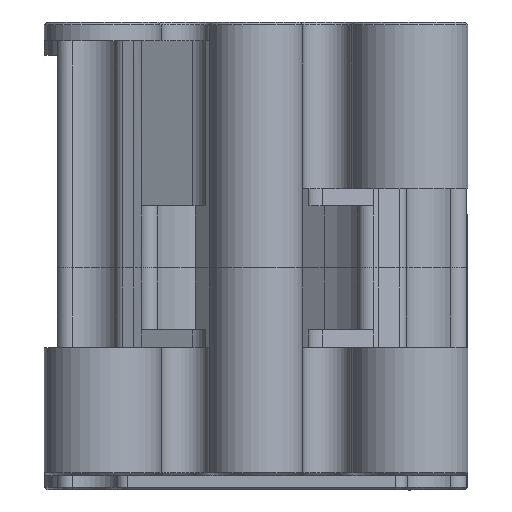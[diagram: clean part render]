
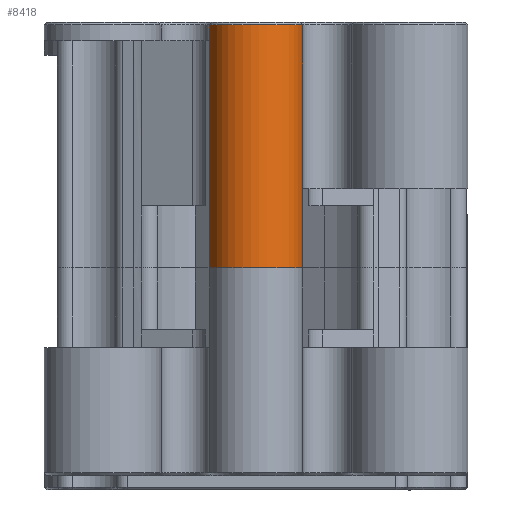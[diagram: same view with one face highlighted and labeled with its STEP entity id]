
A CAD part, left-side view. The second image highlights one B-rep face of the part: STEP entity #8418.
In plain terms, the highlighted cylindrical face has radius 4.15 mm (diameter 8.3 mm), a partial arc.
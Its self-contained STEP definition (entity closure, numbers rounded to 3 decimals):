
#218=CYLINDRICAL_SURFACE('',#9105,4.15);
#641=CIRCLE('',#8980,4.15);
#691=CIRCLE('',#9097,4.15);
#1193=FACE_OUTER_BOUND('',#1731,.T.);
#1731=EDGE_LOOP('',(#6176,#6177,#6178,#6179,#6180,#6181));
#2303=LINE('',#13453,#2969);
#2315=LINE('',#13489,#2981);
#2322=LINE('',#13508,#2988);
#2329=LINE('',#13525,#2995);
#2969=VECTOR('',#10364,10.);
#2981=VECTOR('',#10402,10.);
#2988=VECTOR('',#10421,10.);
#2995=VECTOR('',#10436,10.);
#3638=VERTEX_POINT('',#13294);
#3639=VERTEX_POINT('',#13298);
#3676=VERTEX_POINT('',#13452);
#3687=VERTEX_POINT('',#13488);
#3693=VERTEX_POINT('',#13506);
#3699=VERTEX_POINT('',#13523);
#4469=EDGE_CURVE('',#3638,#3639,#641,.T.);
#4543=EDGE_CURVE('',#3639,#3676,#2303,.T.);
#4561=EDGE_CURVE('',#3676,#3687,#2315,.T.);
#4571=EDGE_CURVE('',#3638,#3693,#2322,.T.);
#4580=EDGE_CURVE('',#3693,#3699,#2329,.T.);
#4595=EDGE_CURVE('',#3687,#3699,#691,.F.);
#6176=ORIENTED_EDGE('',*,*,#4469,.F.);
#6177=ORIENTED_EDGE('',*,*,#4571,.T.);
#6178=ORIENTED_EDGE('',*,*,#4580,.T.);
#6179=ORIENTED_EDGE('',*,*,#4595,.F.);
#6180=ORIENTED_EDGE('',*,*,#4561,.F.);
#6181=ORIENTED_EDGE('',*,*,#4543,.F.);
#8418=ADVANCED_FACE('',(#1193),#218,.T.);
#8980=AXIS2_PLACEMENT_3D('',#13300,#10172,#10173);
#9097=AXIS2_PLACEMENT_3D('',#13555,#10482,#10483);
#9105=AXIS2_PLACEMENT_3D('',#13569,#10504,#10505);
#10172=DIRECTION('center_axis',(0.,0.,1.));
#10173=DIRECTION('ref_axis',(-0.079,0.997,0.));
#10364=DIRECTION('',(0.,0.,-1.));
#10402=DIRECTION('',(0.,0.,-1.));
#10421=DIRECTION('',(0.,0.,-1.));
#10436=DIRECTION('',(0.,0.,-1.));
#10482=DIRECTION('center_axis',(0.,0.,1.));
#10483=DIRECTION('ref_axis',(-0.079,0.997,0.));
#10504=DIRECTION('center_axis',(0.,0.,-1.));
#10505=DIRECTION('ref_axis',(-0.079,0.997,0.));
#13294=CARTESIAN_POINT('',(-61.326,-145.363,46.1));
#13298=CARTESIAN_POINT('',(-61.494,-153.621,46.1));
#13300=CARTESIAN_POINT('Origin',(-61.,-149.5,46.1));
#13452=CARTESIAN_POINT('',(-61.494,-153.621,31.7));
#13453=CARTESIAN_POINT('',(-61.494,-153.621,46.35));
#13488=CARTESIAN_POINT('',(-61.494,-153.621,24.725));
#13489=CARTESIAN_POINT('',(-61.494,-153.621,46.35));
#13506=CARTESIAN_POINT('',(-61.326,-145.363,44.7));
#13508=CARTESIAN_POINT('',(-61.326,-145.363,46.35));
#13523=CARTESIAN_POINT('',(-61.326,-145.363,24.725));
#13525=CARTESIAN_POINT('',(-61.326,-145.363,46.35));
#13555=CARTESIAN_POINT('Origin',(-61.,-149.5,24.725));
#13569=CARTESIAN_POINT('Origin',(-61.,-149.5,46.35));
